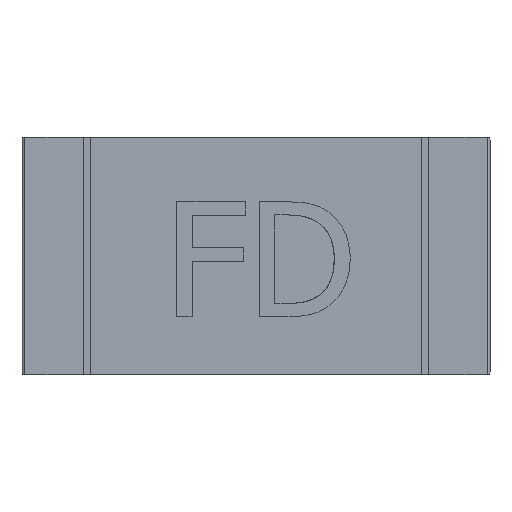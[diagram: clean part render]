
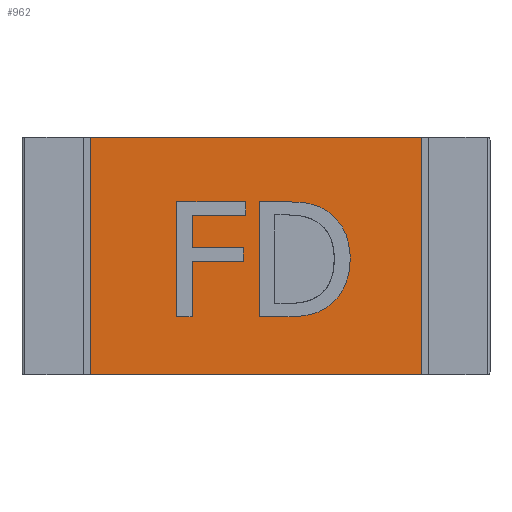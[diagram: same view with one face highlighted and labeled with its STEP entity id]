
A CAD part, top view. The second image highlights one B-rep face of the part: STEP entity #962.
In plain terms, the highlighted planar face has unit normal (0, 0, 1).
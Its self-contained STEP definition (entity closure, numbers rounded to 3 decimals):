
#83=CARTESIAN_POINT('',(1.181,0.882,0.4));
#84=VERTEX_POINT('',#83);
#91=CARTESIAN_POINT('',(1.181,1.108,0.4));
#92=VERTEX_POINT('',#91);
#93=CARTESIAN_POINT('',(1.181,1.108,0.4));
#94=DIRECTION('',(0.0,-1.0,0.0));
#95=VECTOR('',#94,0.226);
#96=LINE('',#93,#95);
#97=EDGE_CURVE('',#92,#84,#96,.T.);
#121=CARTESIAN_POINT('',(1.537,0.882,0.4));
#122=VERTEX_POINT('',#121);
#129=CARTESIAN_POINT('',(1.181,0.882,0.4));
#130=DIRECTION('',(1.0,0.0,0.0));
#131=VECTOR('',#130,0.357);
#132=LINE('',#129,#131);
#133=EDGE_CURVE('',#84,#122,#132,.T.);
#152=CARTESIAN_POINT('',(1.537,0.787,0.4));
#153=VERTEX_POINT('',#152);
#160=CARTESIAN_POINT('',(1.537,0.882,0.4));
#161=DIRECTION('',(0.0,-1.0,0.0));
#162=VECTOR('',#161,0.095);
#163=LINE('',#160,#162);
#164=EDGE_CURVE('',#122,#153,#163,.T.);
#183=CARTESIAN_POINT('',(1.181,0.787,0.4));
#184=VERTEX_POINT('',#183);
#191=CARTESIAN_POINT('',(1.537,0.787,0.4));
#192=DIRECTION('',(-1.0,0.0,0.0));
#193=VECTOR('',#192,0.357);
#194=LINE('',#191,#193);
#195=EDGE_CURVE('',#153,#184,#194,.T.);
#214=CARTESIAN_POINT('',(1.181,0.402,0.4));
#215=VERTEX_POINT('',#214);
#222=CARTESIAN_POINT('',(1.181,0.787,0.4));
#223=DIRECTION('',(0.0,-1.0,0.0));
#224=VECTOR('',#223,0.385);
#225=LINE('',#222,#224);
#226=EDGE_CURVE('',#184,#215,#225,.T.);
#245=CARTESIAN_POINT('',(1.075,0.402,0.4));
#246=VERTEX_POINT('',#245);
#253=CARTESIAN_POINT('',(1.181,0.402,0.4));
#254=DIRECTION('',(-1.0,0.0,0.0));
#255=VECTOR('',#254,0.106);
#256=LINE('',#253,#255);
#257=EDGE_CURVE('',#215,#246,#256,.T.);
#276=CARTESIAN_POINT('',(1.075,1.202,0.4));
#277=VERTEX_POINT('',#276);
#284=CARTESIAN_POINT('',(1.075,0.402,0.4));
#285=DIRECTION('',(0.0,1.0,0.0));
#286=VECTOR('',#285,0.8);
#287=LINE('',#284,#286);
#288=EDGE_CURVE('',#246,#277,#287,.T.);
#307=CARTESIAN_POINT('',(1.553,1.202,0.4));
#308=VERTEX_POINT('',#307);
#315=CARTESIAN_POINT('',(1.075,1.202,0.4));
#316=DIRECTION('',(1.0,0.0,0.0));
#317=VECTOR('',#316,0.478);
#318=LINE('',#315,#317);
#319=EDGE_CURVE('',#277,#308,#318,.T.);
#338=CARTESIAN_POINT('',(1.553,1.108,0.4));
#339=VERTEX_POINT('',#338);
#346=CARTESIAN_POINT('',(1.553,1.202,0.4));
#347=DIRECTION('',(0.0,-1.0,0.0));
#348=VECTOR('',#347,0.095);
#349=LINE('',#346,#348);
#350=EDGE_CURVE('',#308,#339,#349,.T.);
#368=CARTESIAN_POINT('',(1.553,1.108,0.4));
#369=DIRECTION('',(-1.0,0.0,0.0));
#370=VECTOR('',#369,0.372);
#371=LINE('',#368,#370);
#372=EDGE_CURVE('',#339,#92,#371,.T.);
#657=CARTESIAN_POINT('',(1.832,0.402,0.4));
#658=VERTEX_POINT('',#657);
#665=CARTESIAN_POINT('',(2.116,0.466,0.4));
#666=VERTEX_POINT('',#665);
#667=CARTESIAN_POINT('',(2.116,0.466,0.4));
#668=CARTESIAN_POINT('',(2.055,0.428,0.4));
#669=CARTESIAN_POINT('',(1.93,0.402,0.4));
#670=CARTESIAN_POINT('',(1.832,0.402,0.4));
#671=QUASI_UNIFORM_CURVE('',2,(#667,#668,#669,#670),.UNSPECIFIED.,.F.,.U.);
#672=EDGE_CURVE('',#666,#658,#671,.T.);
#696=CARTESIAN_POINT('',(1.648,0.402,0.4));
#697=VERTEX_POINT('',#696);
#704=CARTESIAN_POINT('',(1.832,0.402,0.4));
#705=DIRECTION('',(-1.0,0.0,0.0));
#706=VECTOR('',#705,0.184);
#707=LINE('',#704,#706);
#708=EDGE_CURVE('',#658,#697,#707,.T.);
#727=CARTESIAN_POINT('',(1.648,1.202,0.4));
#728=VERTEX_POINT('',#727);
#735=CARTESIAN_POINT('',(1.648,0.402,0.4));
#736=DIRECTION('',(0.0,1.0,0.0));
#737=VECTOR('',#736,0.8);
#738=LINE('',#735,#737);
#739=EDGE_CURVE('',#697,#728,#738,.T.);
#758=CARTESIAN_POINT('',(1.831,1.202,0.4));
#759=VERTEX_POINT('',#758);
#766=CARTESIAN_POINT('',(1.648,1.202,0.4));
#767=DIRECTION('',(1.0,0.0,0.0));
#768=VECTOR('',#767,0.182);
#769=LINE('',#766,#768);
#770=EDGE_CURVE('',#728,#759,#769,.T.);
#794=CARTESIAN_POINT('',(2.117,1.139,0.4));
#795=VERTEX_POINT('',#794);
#802=CARTESIAN_POINT('',(1.831,1.202,0.4));
#803=CARTESIAN_POINT('',(1.943,1.202,0.4));
#804=CARTESIAN_POINT('',(2.072,1.169,0.4));
#805=CARTESIAN_POINT('',(2.117,1.139,0.4));
#806=QUASI_UNIFORM_CURVE('',2,(#802,#803,#804,#805),.UNSPECIFIED.,.F.,.U.);
#807=EDGE_CURVE('',#759,#795,#806,.T.);
#831=CARTESIAN_POINT('',(2.279,0.802,0.4));
#832=VERTEX_POINT('',#831);
#839=CARTESIAN_POINT('',(2.117,1.139,0.4));
#840=CARTESIAN_POINT('',(2.194,1.088,0.4));
#841=CARTESIAN_POINT('',(2.279,0.918,0.4));
#842=CARTESIAN_POINT('',(2.279,0.802,0.4));
#843=QUASI_UNIFORM_CURVE('',2,(#839,#840,#841,#842),.UNSPECIFIED.,.F.,.U.);
#844=EDGE_CURVE('',#795,#832,#843,.T.);
#867=CARTESIAN_POINT('',(2.279,0.802,0.4));
#868=CARTESIAN_POINT('',(2.279,0.692,0.4));
#869=CARTESIAN_POINT('',(2.19,0.516,0.4));
#870=CARTESIAN_POINT('',(2.116,0.466,0.4));
#871=QUASI_UNIFORM_CURVE('',2,(#867,#868,#869,#870),.UNSPECIFIED.,.F.,.U.);
#872=EDGE_CURVE('',#832,#666,#871,.T.);
#902=CARTESIAN_POINT('',(1.625,0.825,0.4));
#903=DIRECTION('',(0.0,0.0,1.0));
#904=DIRECTION('',(1.0,0.0,0.0));
#905=AXIS2_PLACEMENT_3D('',#902,#903,#904);
#906=PLANE('',#905);
#907=CARTESIAN_POINT('',(2.775,0.0,0.4));
#908=VERTEX_POINT('',#907);
#909=CARTESIAN_POINT('',(2.775,1.65,0.4));
#910=VERTEX_POINT('',#909);
#911=CARTESIAN_POINT('',(2.775,0.0,0.4));
#912=DIRECTION('',(0.0,1.0,0.0));
#913=VECTOR('',#912,1.65);
#914=LINE('',#911,#913);
#915=EDGE_CURVE('',#908,#910,#914,.T.);
#916=ORIENTED_EDGE('',*,*,#915,.T.);
#917=CARTESIAN_POINT('',(0.475,1.65,0.4));
#918=VERTEX_POINT('',#917);
#919=CARTESIAN_POINT('',(0.475,1.65,0.4));
#920=DIRECTION('',(1.0,0.0,0.0));
#921=VECTOR('',#920,2.3);
#922=LINE('',#919,#921);
#923=EDGE_CURVE('',#918,#910,#922,.T.);
#924=ORIENTED_EDGE('',*,*,#923,.F.);
#925=CARTESIAN_POINT('',(0.475,0.0,0.4));
#926=VERTEX_POINT('',#925);
#927=CARTESIAN_POINT('',(0.475,1.65,0.4));
#928=DIRECTION('',(0.0,-1.0,0.0));
#929=VECTOR('',#928,1.65);
#930=LINE('',#927,#929);
#931=EDGE_CURVE('',#918,#926,#930,.T.);
#932=ORIENTED_EDGE('',*,*,#931,.T.);
#933=CARTESIAN_POINT('',(2.775,0.0,0.4));
#934=DIRECTION('',(-1.0,0.0,0.0));
#935=VECTOR('',#934,2.3);
#936=LINE('',#933,#935);
#937=EDGE_CURVE('',#908,#926,#936,.T.);
#938=ORIENTED_EDGE('',*,*,#937,.F.);
#939=EDGE_LOOP('',(#916,#924,#932,#938));
#940=FACE_OUTER_BOUND('',#939,.T.);
#941=ORIENTED_EDGE('',*,*,#672,.T.);
#942=ORIENTED_EDGE('',*,*,#708,.T.);
#943=ORIENTED_EDGE('',*,*,#739,.T.);
#944=ORIENTED_EDGE('',*,*,#770,.T.);
#945=ORIENTED_EDGE('',*,*,#807,.T.);
#946=ORIENTED_EDGE('',*,*,#844,.T.);
#947=ORIENTED_EDGE('',*,*,#872,.T.);
#948=EDGE_LOOP('',(#941,#942,#943,#944,#945,#946,#947));
#949=FACE_BOUND('',#948,.T.);
#950=ORIENTED_EDGE('',*,*,#97,.T.);
#951=ORIENTED_EDGE('',*,*,#133,.T.);
#952=ORIENTED_EDGE('',*,*,#164,.T.);
#953=ORIENTED_EDGE('',*,*,#195,.T.);
#954=ORIENTED_EDGE('',*,*,#226,.T.);
#955=ORIENTED_EDGE('',*,*,#257,.T.);
#956=ORIENTED_EDGE('',*,*,#288,.T.);
#957=ORIENTED_EDGE('',*,*,#319,.T.);
#958=ORIENTED_EDGE('',*,*,#350,.T.);
#959=ORIENTED_EDGE('',*,*,#372,.T.);
#960=EDGE_LOOP('',(#950,#951,#952,#953,#954,#955,#956,#957,#958,#959));
#961=FACE_BOUND('',#960,.T.);
#962=ADVANCED_FACE('',(#940,#949,#961),#906,.T.);
